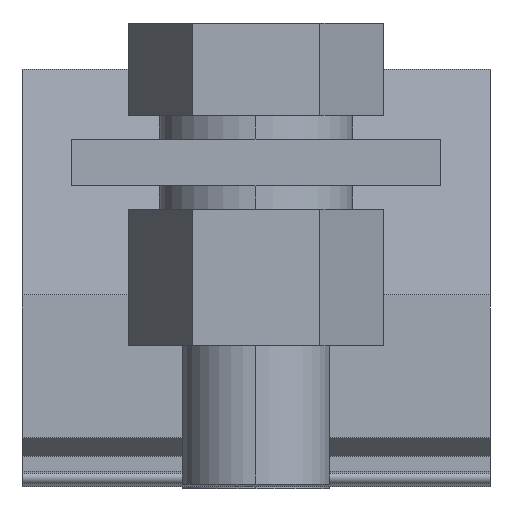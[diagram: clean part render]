
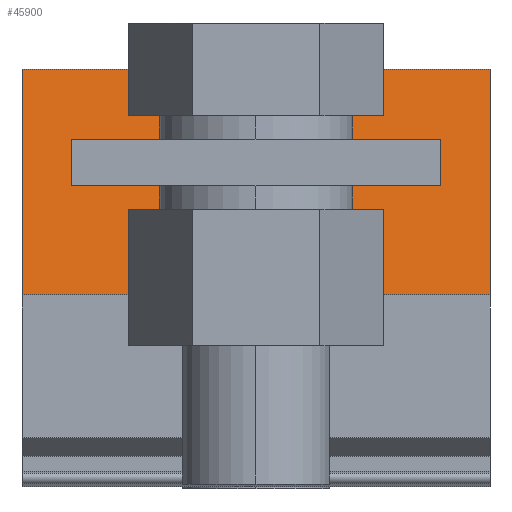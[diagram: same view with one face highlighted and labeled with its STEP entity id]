
A CAD part, front view. The second image highlights one B-rep face of the part: STEP entity #45900.
In plain terms, the highlighted face is planar.
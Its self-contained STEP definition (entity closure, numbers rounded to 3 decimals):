
#60=CARTESIAN_POINT('',(-392.162,0.,27.6));
#70=DIRECTION('',(0.174,0.985,0.));
#80=VECTOR('',#70,1.);
#90=LINE('',#60,#80);
#100=CARTESIAN_POINT('',(-260.608,746.081,27.6));
#110=VERTEX_POINT('',#100);
#120=CARTESIAN_POINT('',(-256.288,770.581,27.6));
#130=VERTEX_POINT('',#120);
#140=EDGE_CURVE('',#110,#130,#90,.T.);
#7330=CARTESIAN_POINT('',(-258.514,757.956,-17.8));
#7340=VERTEX_POINT('',#7330);
#7510=CARTESIAN_POINT('',(-258.514,757.956,22.2));
#7520=VERTEX_POINT('',#7510);
#7550=CARTESIAN_POINT('',(-258.514,757.956,0.));
#7560=DIRECTION('',(0.,0.,-1.));
#7570=VECTOR('',#7560,1.);
#7580=LINE('',#7550,#7570);
#7590=EDGE_CURVE('',#7520,#7340,#7580,.T.);
#8050=CARTESIAN_POINT('',(-257.632,762.956,22.2));
#8060=VERTEX_POINT('',#8050);
#8290=CARTESIAN_POINT('',(-257.632,762.956,-17.8));
#8300=VERTEX_POINT('',#8290);
#11630=CARTESIAN_POINT('',(-392.162,0.,22.2));
#11640=DIRECTION('',(0.174,0.985,0.));
#11650=VECTOR('',#11640,1.);
#11660=LINE('',#11630,#11650);
#11670=EDGE_CURVE('',#7520,#8060,#11660,.T.);
#16980=CARTESIAN_POINT('',(-256.288,770.581,0.));
#16990=DIRECTION('',(0.,0.,-1.));
#17000=VECTOR('',#16990,1.);
#17010=LINE('',#16980,#17000);
#17020=CARTESIAN_POINT('',(-256.288,770.581,-23.2));
#17030=VERTEX_POINT('',#17020);
#17040=EDGE_CURVE('',#130,#17030,#17010,.T.);
#17380=CARTESIAN_POINT('',(-392.162,0.,-17.8));
#17390=DIRECTION('',(-0.174,-0.985,0.));
#17400=VECTOR('',#17390,1.);
#17410=LINE('',#17380,#17400);
#17420=EDGE_CURVE('',#8300,#7340,#17410,.T.);
#32940=CARTESIAN_POINT('',(-260.608,746.081,0.));
#32950=DIRECTION('',(0.,0.,-1.));
#32960=VECTOR('',#32950,1.);
#32970=LINE('',#32940,#32960);
#32980=CARTESIAN_POINT('',(-260.608,746.081,-23.2));
#32990=VERTEX_POINT('',#32980);
#33000=EDGE_CURVE('',#110,#32990,#32970,.T.);
#43530=CARTESIAN_POINT('',(-392.162,0.,-23.2));
#43540=DIRECTION('',(-0.174,-0.985,0.));
#43550=VECTOR('',#43540,1.);
#43560=LINE('',#43530,#43550);
#43570=EDGE_CURVE('',#17030,#32990,#43560,.T.);
#45170=CARTESIAN_POINT('',(-257.626,762.99,-17.8));
#45180=VERTEX_POINT('',#45170);
#45210=CARTESIAN_POINT('',(-257.626,762.99,0.));
#45220=DIRECTION('',(0.,0.,1.));
#45230=VECTOR('',#45220,1.);
#45240=LINE('',#45210,#45230);
#45250=CARTESIAN_POINT('',(-257.626,762.99,22.2));
#45260=VERTEX_POINT('',#45250);
#45270=EDGE_CURVE('',#45180,#45260,#45240,.T.);
#45460=CARTESIAN_POINT('',(-392.162,0.,22.2));
#45470=DIRECTION('',(-0.174,-0.985,0.));
#45480=VECTOR('',#45470,1.);
#45490=LINE('',#45460,#45480);
#45500=EDGE_CURVE('',#45260,#8060,#45490,.T.);
#45600=CARTESIAN_POINT('',(-392.162,0.,-17.8));
#45610=DIRECTION('',(0.174,0.985,0.));
#45620=VECTOR('',#45610,1.);
#45630=LINE('',#45600,#45620);
#45640=EDGE_CURVE('',#8300,#45180,#45630,.T.);
#45710=CARTESIAN_POINT('',(-256.725,768.102,
-23.188));
#45720=DIRECTION('',(0.985,-0.174,
0.));
#45730=DIRECTION('',(0.174,0.985,
0.));
#45740=AXIS2_PLACEMENT_3D('',#45710,#45720,#45730);
#45750=PLANE('',#45740);
#45760=ORIENTED_EDGE('',*,*,#17420,.F.);
#45770=ORIENTED_EDGE('',*,*,#7590,.T.);
#45780=ORIENTED_EDGE('',*,*,#11670,.F.);
#45790=ORIENTED_EDGE('',*,*,#45500,.T.);
#45800=ORIENTED_EDGE('',*,*,#45270,.T.);
#45810=ORIENTED_EDGE('',*,*,#45640,.T.);
#45820=EDGE_LOOP('',(#45810,#45800,#45790,#45780,#45770,#45760));
#45830=FACE_BOUND('',#45820,.T.);
#45840=ORIENTED_EDGE('',*,*,#43570,.T.);
#45850=ORIENTED_EDGE('',*,*,#17040,.T.);
#45860=ORIENTED_EDGE('',*,*,#140,.T.);
#45870=ORIENTED_EDGE('',*,*,#33000,.F.);
#45880=EDGE_LOOP('',(#45870,#45860,#45850,#45840));
#45890=FACE_OUTER_BOUND('',#45880,.T.);
#45900=ADVANCED_FACE('',(#45830,#45890),#45750,.F.);
